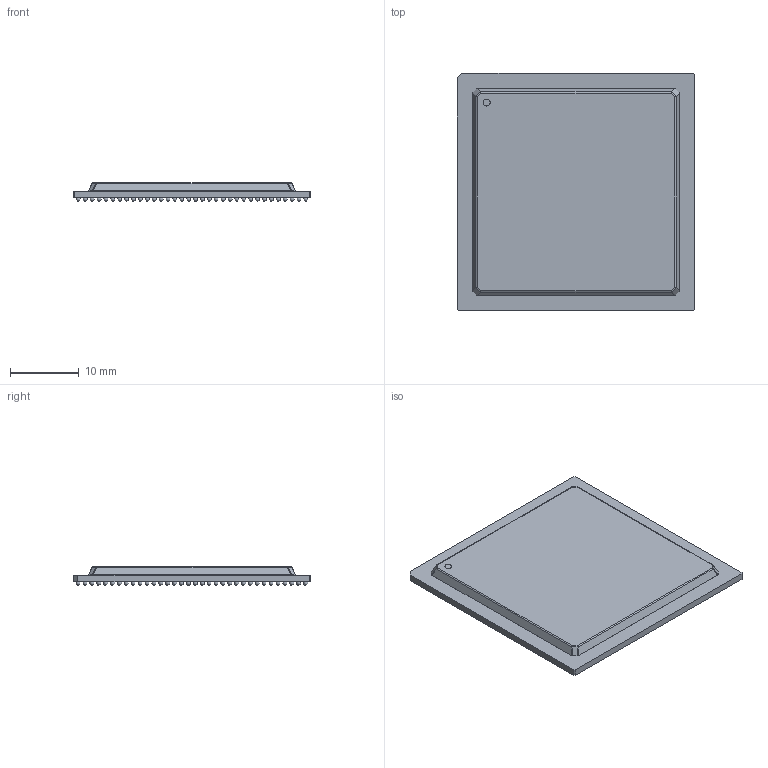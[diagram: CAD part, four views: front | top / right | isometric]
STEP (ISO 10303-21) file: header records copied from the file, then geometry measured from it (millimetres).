
FILE_DESCRIPTION(/* description */ ('model of BGA-1156_34x34_35.0x35.0mm_Pitch1.0mm'),/* implementation_level */ '2;1');
FILE_NAME(/* name */ 'BGA-1156_34x34_35.0x35.0mm_Pitch1.0mm.step',/* time_stamp */ '2017-04-01T23:08:06',/* author */ ('kicad StepUp','ksu'),/* organization */ ('FreeCAD'),/* preprocessor_version */ 'OCC',/* originating_system */ 'kicad StepUp',/* authorisation */ '');
FILE_SCHEMA(('AUTOMOTIVE_DESIGN_CC2 { 1 2 10303 214 -1 1 5 4 }'));
Length unit declared in the file: millimetre
Products named in the file (1): BGA-1156_34x34_35.0x35.0mm_Pitch1.0mm
Bounding box: 34.5 x 34.5 x 2.7 mm (x, y, z)
Volume: 2241.9 mm3; surface area: 2707.6 mm2
Topology: 1 solids, 1 shells, 193 faces, 551 edges, 354 vertices
Faces by surface type: sphere 140, plane 24, bspline 16, cylinder 13
Full cylindrical faces by diameter (mm): 1 x1
Entity records: 7469 total; most frequent: CARTESIAN_POINT 1491, DIRECTION 1033, ORIENTED_EDGE 822, AXIS2_PLACEMENT_3D 484, EDGE_CURVE 411, VERTEX_POINT 354, FACE_BOUND 327, EDGE_LOOP 327
